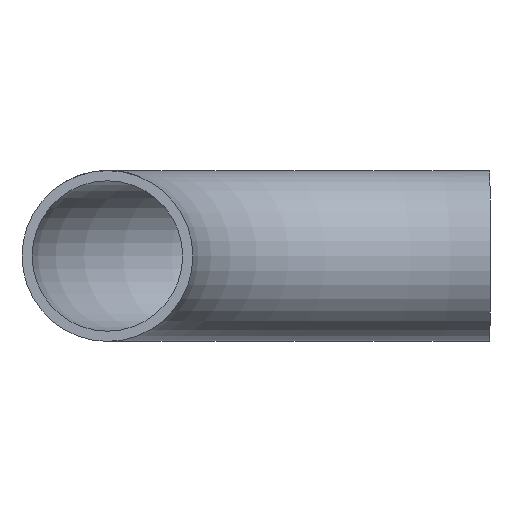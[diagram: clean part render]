
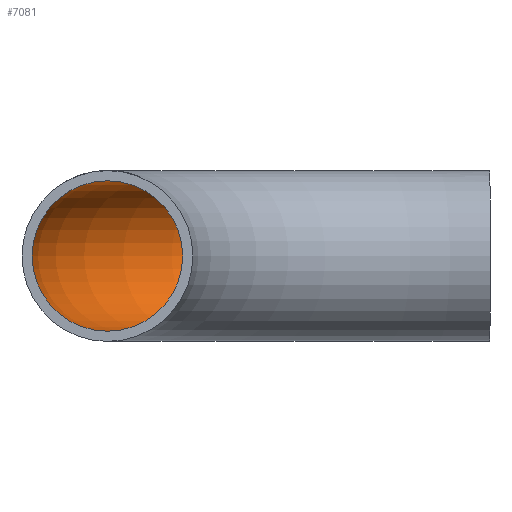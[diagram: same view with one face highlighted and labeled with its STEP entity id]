
A CAD part, front view. The second image highlights one B-rep face of the part: STEP entity #7081.
In plain terms, the highlighted toroidal (fillet/blend) face has major radius 135 mm and minor radius 26.55 mm.
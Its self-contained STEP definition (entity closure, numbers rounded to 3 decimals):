
#587 = FACE_OUTER_BOUND ( 'NONE', #14252, .T. ) ;
#906 = DIRECTION ( 'NONE',  ( 0., 1., 0. ) ) ;
#3047 = CIRCLE ( 'NONE', #8410, 26.55 ) ;
#4073 = FACE_OUTER_BOUND ( 'NONE', #8599, .T. ) ;
#4180 = EDGE_CURVE ( 'NONE', #8892, #8892, #6694, .T. ) ;
#4648 = AXIS2_PLACEMENT_3D ( 'NONE', #9813, #22322, #7765 ) ;
#5296 = VERTEX_POINT ( 'NONE', #16175 ) ;
#6694 = CIRCLE ( 'NONE', #11303, 26.55 ) ;
#7081 = ADVANCED_FACE ( 'NONE', ( #4073, #587 ), #14971, .F. ) ;
#7765 = DIRECTION ( 'NONE',  ( -1., 0., 0. ) ) ;
#8410 = AXIS2_PLACEMENT_3D ( 'NONE', #11978, #17252, #13438 ) ;
#8599 = EDGE_LOOP ( 'NONE', ( #16348 ) ) ;
#8892 = VERTEX_POINT ( 'NONE', #14522 ) ;
#9813 = CARTESIAN_POINT ( 'NONE',  ( 0., 0., 0. ) ) ;
#10352 = DIRECTION ( 'NONE',  ( 1., 0., 0. ) ) ;
#11303 = AXIS2_PLACEMENT_3D ( 'NONE', #17276, #10352, #906 ) ;
#11978 = CARTESIAN_POINT ( 'NONE',  ( -135., 0., 0. ) ) ;
#13438 = DIRECTION ( 'NONE',  ( 0., 0., 1. ) ) ;
#14252 = EDGE_LOOP ( 'NONE', ( #16029 ) ) ;
#14522 = CARTESIAN_POINT ( 'NONE',  ( 0., 161.55, 0. ) ) ;
#14971 = TOROIDAL_SURFACE ( 'NONE', #4648, 135., 26.55 ) ;
#16029 = ORIENTED_EDGE ( 'NONE', *, *, #19053, .F. ) ;
#16175 = CARTESIAN_POINT ( 'NONE',  ( -135., 0., 26.55 ) ) ;
#16348 = ORIENTED_EDGE ( 'NONE', *, *, #4180, .T. ) ;
#17252 = DIRECTION ( 'NONE',  ( 0., 1., 0. ) ) ;
#17276 = CARTESIAN_POINT ( 'NONE',  ( 0., 135., 0. ) ) ;
#19053 = EDGE_CURVE ( 'NONE', #5296, #5296, #3047, .T. ) ;
#22322 = DIRECTION ( 'NONE',  ( 0., 0., -1. ) ) ;
